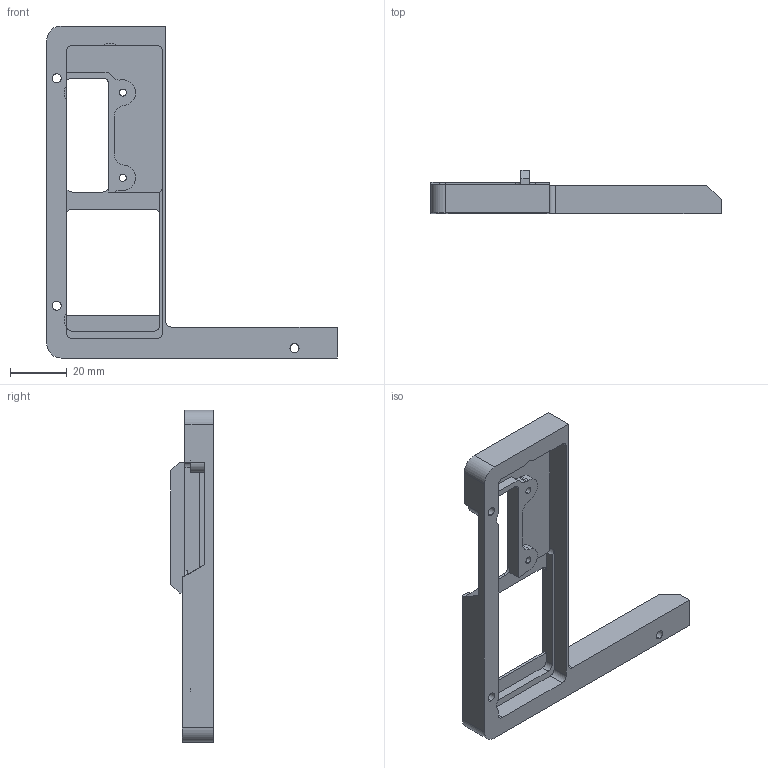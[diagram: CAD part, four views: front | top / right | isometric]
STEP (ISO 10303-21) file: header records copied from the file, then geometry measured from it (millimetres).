
FILE_DESCRIPTION (( 'STEP AP214' ), '1' );
FILE_NAME ('裔赽_Screen.STEP', '2025-12-29T10:47:22', ( '' ), ( '' ), 'SwSTEP 2.0', 'SolidWorks 2023', '' );
FILE_SCHEMA (( 'AUTOMOTIVE_DESIGN' ));
Length unit declared in the file: millimetre
Products named in the file (1): 盖子_Screen
Bounding box: 102.17 x 15 x 116.87 mm (x, y, z)
Volume: 23264.7 mm3; surface area: 15530 mm2
Topology: 1 solids, 1 shells, 106 faces, 314 edges, 208 vertices
Faces by surface type: plane 54, cylinder 52
Entity records: 3623 total; most frequent: DIRECTION 633, CARTESIAN_POINT 632, ORIENTED_EDGE 628, EDGE_CURVE 314, AXIS2_PLACEMENT_3D 213, VERTEX_POINT 208, VECTOR 207, LINE 207
